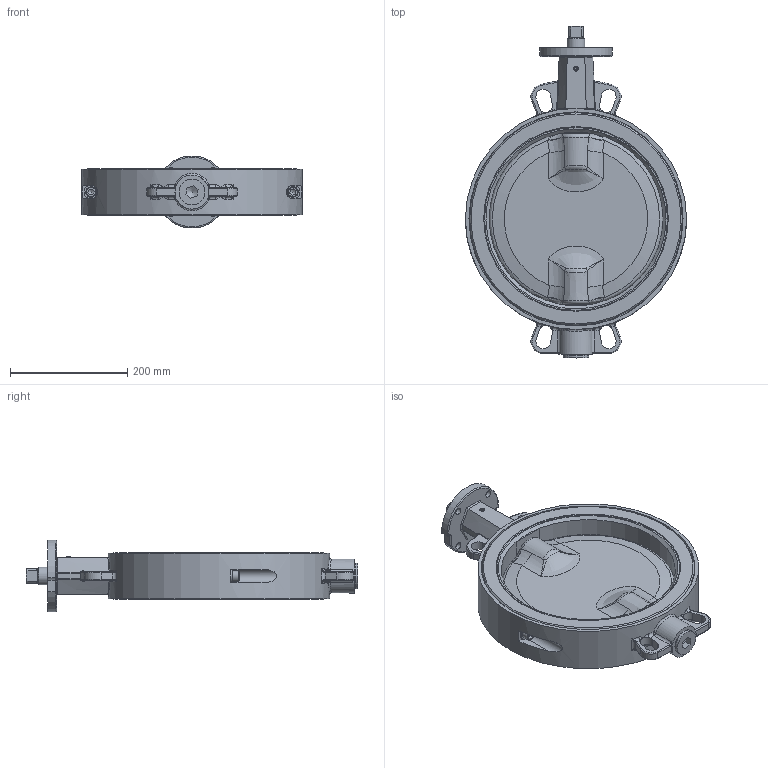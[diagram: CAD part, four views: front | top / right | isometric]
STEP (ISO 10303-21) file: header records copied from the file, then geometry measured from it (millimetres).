
FILE_DESCRIPTION((''),'2;1');
FILE_NAME('Z011-K1-GMX-DN300.stp','2009-01-14T11:28:53',('hellwig'),(''),'Autodesk Inventor 2008','Autodesk Inventor 2008','');
FILE_SCHEMA(('AUTOMOTIVE_DESIGN { 1 0 10303 214 1 1 1 1 }'));
Length unit declared in the file: millimetre
Products named in the file (1): Bauteil1
Bounding box: 377 x 566 x 122.55 mm (x, y, z)
Volume: 5429680.4 mm3; surface area: 650365.9 mm2
Topology: 23 solids, 23 shells, 602 faces, 1460 edges, 869 vertices
Faces by surface type: bspline 231, plane 142, cylinder 123, cone 54, torus 50, sphere 2
Full cylindrical faces by diameter (mm): 5.5 x1, 8 x1, 10.106 x2, 12 x2, 13 x2, 18 x2, 24.3 x1, 25.5 x6, 26 x1, 28.6 x1, 30 x11, 30.3 x1, 35 x3, 38.3 x1, 43.9 x1, 44 x1, 58 x1, 314 x2, 326.6 x1, 362 x1, 365 x1, 377 x1
Entity records: 30239 total; most frequent: CARTESIAN_POINT 17605, ORIENTED_EDGE 2466, DIRECTION 2174, EDGE_CURVE 1233, AXIS2_PLACEMENT_3D 944, VERTEX_POINT 810, EDGE_LOOP 784, STYLED_ITEM 625
